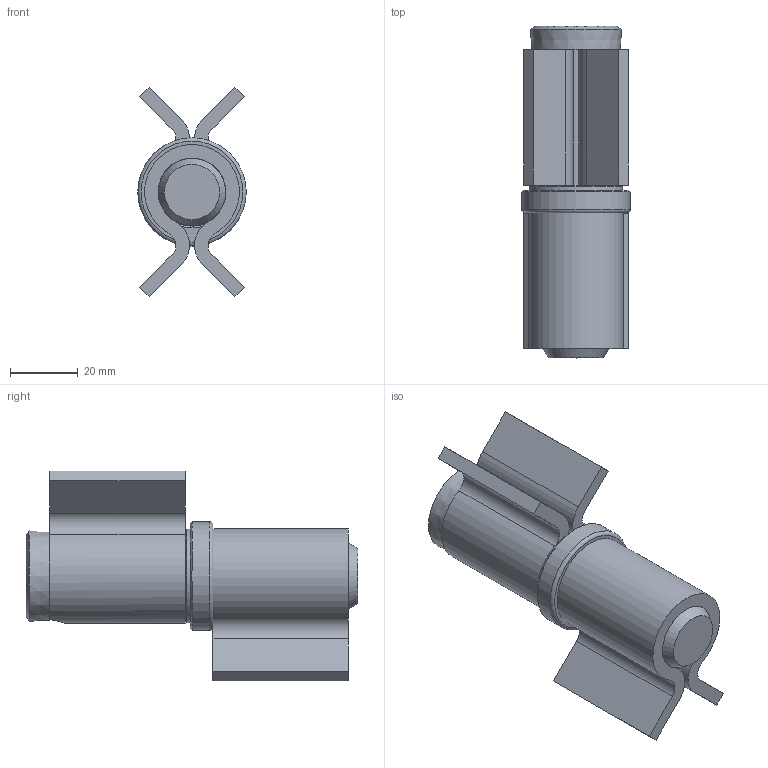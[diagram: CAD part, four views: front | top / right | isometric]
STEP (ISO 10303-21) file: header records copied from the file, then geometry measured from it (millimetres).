
FILE_DESCRIPTION(/* description */ ('445-90 - CERNIERA'),/* implementation_level */ '2;1');
FILE_NAME(/* name */ '11608009.stp',/* time_stamp */ '2023-01-30T08:10:21+01:00',/* author */ ('gcocco'),/* organization */ (''),/* preprocessor_version */ 'ST-DEVELOPER v17.2',/* originating_system */ 'Autodesk Inventor 2019',/* authorisation */ '');
FILE_SCHEMA (('AUTOMOTIVE_DESIGN { 1 0 10303 214 3 1 1 }'));
Length unit declared in the file: millimetre
Products named in the file (5): 11608009; 21000811  001; 28303401; 28303402; 74900025  001
Assembly tree (4 placements, depth 2):
  11608009
    21000811  001
    28303401
    28303402
    74900025  001
Bounding box: 32 x 98 x 62 mm (x, y, z)
Volume: 70947.5 mm3; surface area: 29967.6 mm2
Topology: 4 solids, 4 shells, 52 faces, 132 edges, 92 vertices
Faces by surface type: plane 25, cylinder 19, cone 7, torus 1
Full cylindrical faces by diameter (mm): 19.8 x1, 20.2 x2, 23 x1, 27.5 x1, 32 x1
Entity records: 1888 total; most frequent: CARTESIAN_POINT 321, DIRECTION 319, ORIENTED_EDGE 264, EDGE_CURVE 132, AXIS2_PLACEMENT_3D 128, VERTEX_POINT 92, CIRCLE 66, LINE 63
